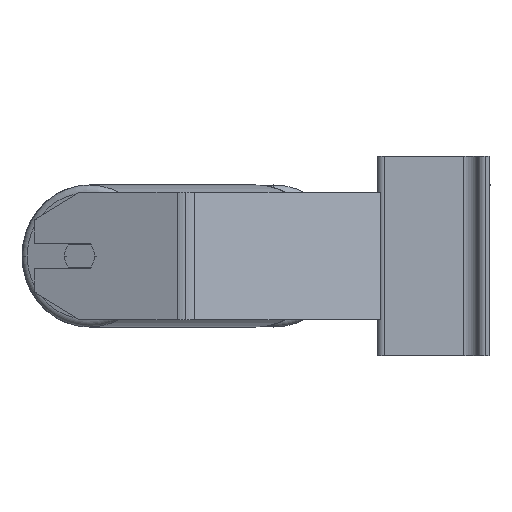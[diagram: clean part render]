
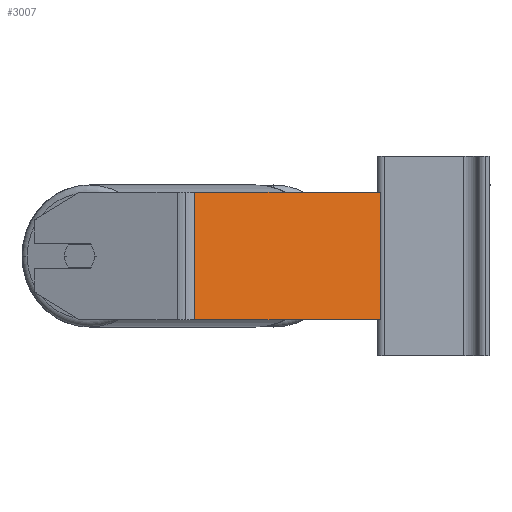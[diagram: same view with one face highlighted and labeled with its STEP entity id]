
A CAD part, left-side view. The second image highlights one B-rep face of the part: STEP entity #3007.
In plain terms, the highlighted planar face has unit normal (-0.94, -0.342, 0).
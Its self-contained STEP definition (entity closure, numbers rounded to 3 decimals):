
#279 = EDGE_CURVE ( 'NONE', #4090, #6973, #5399, .T. ) ;
#895 = EDGE_CURVE ( 'NONE', #4090, #2102, #4308, .T. ) ;
#1102 = DIRECTION ( 'NONE',  ( 0., 0., -1. ) ) ;
#1353 = CARTESIAN_POINT ( 'NONE',  ( -487.518, 15.948, 40. ) ) ;
#1435 = CARTESIAN_POINT ( 'NONE',  ( -529.888, 132.36, 40. ) ) ;
#1873 = EDGE_CURVE ( 'NONE', #6973, #3563, #4817, .T. ) ;
#1915 = DIRECTION ( 'NONE',  ( 0.342, -0.94, 0. ) ) ;
#2102 = VERTEX_POINT ( 'NONE', #1353 ) ;
#3007 = ADVANCED_FACE ( 'NONE', ( #8361 ), #10077, .F. ) ;
#3096 = CARTESIAN_POINT ( 'NONE',  ( -529.888, 132.36, 40. ) ) ;
#3202 = CARTESIAN_POINT ( 'NONE',  ( -531.88, 137.833, -40. ) ) ;
#3563 = VERTEX_POINT ( 'NONE', #3835 ) ;
#3752 = EDGE_LOOP ( 'NONE', ( #8067, #4710, #8845, #8626 ) ) ;
#3835 = CARTESIAN_POINT ( 'NONE',  ( -487.518, 15.948, -40. ) ) ;
#4090 = VERTEX_POINT ( 'NONE', #1435 ) ;
#4308 = LINE ( 'NONE', #6717, #5788 ) ;
#4652 = CARTESIAN_POINT ( 'NONE',  ( -529.888, 132.36, -40. ) ) ;
#4710 = ORIENTED_EDGE ( 'NONE', *, *, #5363, .F. ) ;
#4817 = LINE ( 'NONE', #3202, #8920 ) ;
#5185 = LINE ( 'NONE', #8481, #5344 ) ;
#5344 = VECTOR ( 'NONE', #1102, 1000. ) ;
#5363 = EDGE_CURVE ( 'NONE', #2102, #3563, #5185, .T. ) ;
#5399 = LINE ( 'NONE', #3096, #10083 ) ;
#5788 = VECTOR ( 'NONE', #1915, 1000. ) ;
#5981 = DIRECTION ( 'NONE',  ( -0.342, 0.94, 0. ) ) ;
#6037 = DIRECTION ( 'NONE',  ( 0.94, 0.342, 0. ) ) ;
#6717 = CARTESIAN_POINT ( 'NONE',  ( -531.88, 137.833, 40. ) ) ;
#6973 = VERTEX_POINT ( 'NONE', #4652 ) ;
#7612 = CARTESIAN_POINT ( 'NONE',  ( -531.88, 137.833, 40. ) ) ;
#8067 = ORIENTED_EDGE ( 'NONE', *, *, #1873, .T. ) ;
#8361 = FACE_OUTER_BOUND ( 'NONE', #3752, .T. ) ;
#8481 = CARTESIAN_POINT ( 'NONE',  ( -487.518, 15.948, 40. ) ) ;
#8576 = AXIS2_PLACEMENT_3D ( 'NONE', #7612, #6037, #5981 ) ;
#8626 = ORIENTED_EDGE ( 'NONE', *, *, #279, .T. ) ;
#8845 = ORIENTED_EDGE ( 'NONE', *, *, #895, .F. ) ;
#8920 = VECTOR ( 'NONE', #9878, 1000. ) ;
#9553 = DIRECTION ( 'NONE',  ( 0., 0., -1. ) ) ;
#9878 = DIRECTION ( 'NONE',  ( 0.342, -0.94, 0. ) ) ;
#10077 = PLANE ( 'NONE',  #8576 ) ;
#10083 = VECTOR ( 'NONE', #9553, 1000. ) ;
